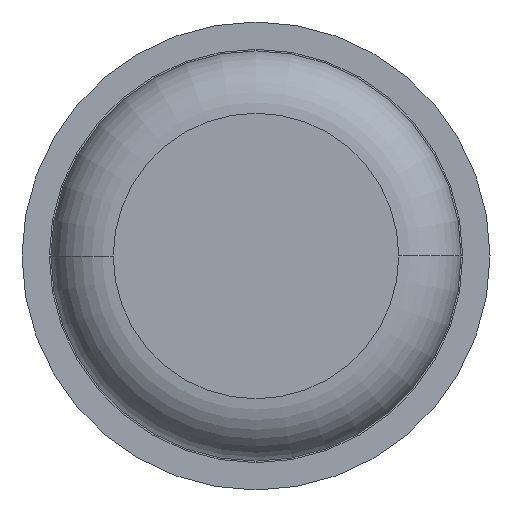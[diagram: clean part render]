
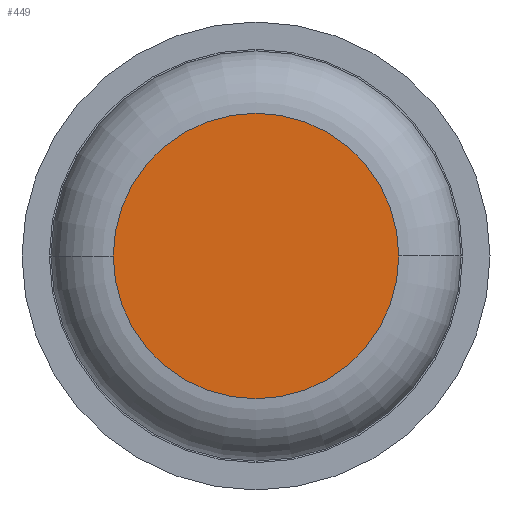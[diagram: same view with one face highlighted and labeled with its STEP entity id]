
A CAD part, front view. The second image highlights one B-rep face of the part: STEP entity #449.
In plain terms, the highlighted planar face has unit normal (0, -1, 0).
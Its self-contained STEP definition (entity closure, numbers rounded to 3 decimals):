
#17 = CIRCLE ( 'NONE', #1302, 0.915 ) ;
#449 = ADVANCED_FACE ( 'Defeature ausgef�hrt1_6', ( #3564 ), #3960, .F. ) ;
#780 = CARTESIAN_POINT ( 'NONE',  ( 0., 0., 0. ) ) ;
#830 = DIRECTION ( 'NONE',  ( -1., 0., 0. ) ) ;
#868 = VERTEX_POINT ( 'NONE', #1145 ) ;
#931 = EDGE_CURVE ( 'Defeature ausgef�hrt1_6+Defeature ausgef�hrt1_7+Defeature ausgef�hrt1_7+Defeature ausgef�hrt1_7', #868, #2126, #17, .T. ) ;
#1145 = CARTESIAN_POINT ( 'NONE',  ( -0.915, 0., 0. ) ) ;
#1302 = AXIS2_PLACEMENT_3D ( 'NONE', #2746, #3689, #830 ) ;
#1366 = EDGE_LOOP ( 'NONE', ( #3517, #3429 ) ) ;
#1436 = DIRECTION ( 'NONE',  ( -1., 0., 0. ) ) ;
#1507 = CIRCLE ( 'NONE', #1556, 0.915 ) ;
#1556 = AXIS2_PLACEMENT_3D ( 'NONE', #1597, #3849, #1907 ) ;
#1576 = AXIS2_PLACEMENT_3D ( 'NONE', #780, #3012, #1436 ) ;
#1597 = CARTESIAN_POINT ( 'NONE',  ( 0., 0., 0. ) ) ;
#1907 = DIRECTION ( 'NONE',  ( -1., 0., 0. ) ) ;
#2055 = CARTESIAN_POINT ( 'NONE',  ( 0.915, 0., 0. ) ) ;
#2126 = VERTEX_POINT ( 'NONE', #2055 ) ;
#2529 = EDGE_CURVE ( 'Defeature ausgef�hrt1_6+Defeature ausgef�hrt1_7+Defeature ausgef�hrt1_7+Defeature ausgef�hrt1_7', #2126, #868, #1507, .T. ) ;
#2746 = CARTESIAN_POINT ( 'NONE',  ( 0., 0., 0. ) ) ;
#3012 = DIRECTION ( 'NONE',  ( 0., 1., 0. ) ) ;
#3429 = ORIENTED_EDGE ( 'NONE', *, *, #2529, .T. ) ;
#3517 = ORIENTED_EDGE ( 'NONE', *, *, #931, .T. ) ;
#3564 = FACE_OUTER_BOUND ( 'NONE', #1366, .T. ) ;
#3689 = DIRECTION ( 'NONE',  ( 0., -1., 0. ) ) ;
#3849 = DIRECTION ( 'NONE',  ( 0., -1., 0. ) ) ;
#3960 = PLANE ( 'NONE',  #1576 ) ;
